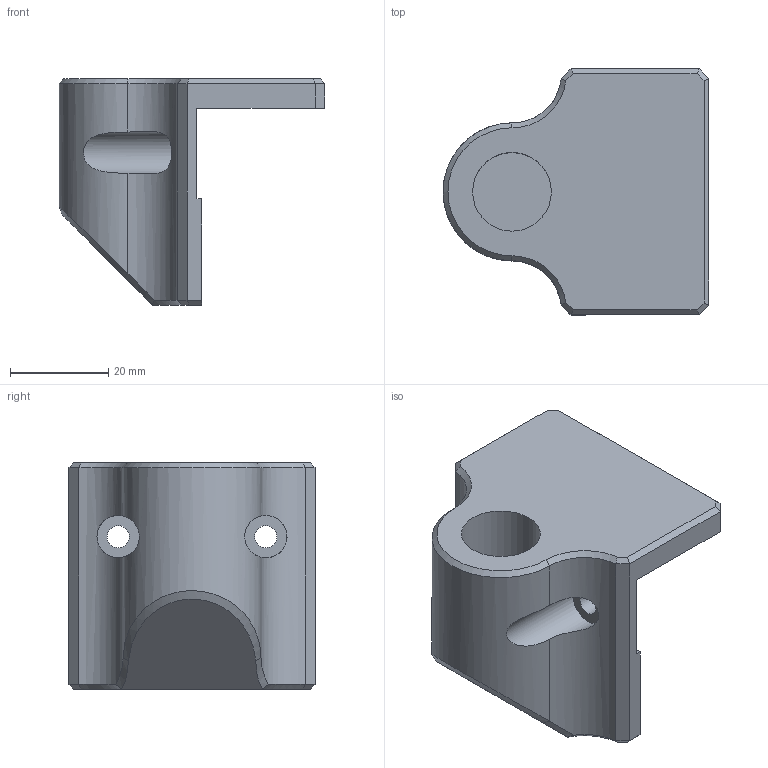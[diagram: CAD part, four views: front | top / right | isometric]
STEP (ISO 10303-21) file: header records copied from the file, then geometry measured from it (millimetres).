
FILE_DESCRIPTION(('FreeCAD Model'),'2;1');
FILE_NAME('Open CASCADE Shape Model','2024-08-23T10:15:49',(''),(''), 'Open CASCADE STEP processor 7.6','FreeCAD','Unknown');
FILE_SCHEMA(('AUTOMOTIVE_DESIGN { 1 0 10303 214 1 1 1 1 }'));
Length unit declared in the file: millimetre
Products named in the file (1): StandFoot
Bounding box: 54 x 50 x 46 mm (x, y, z)
Volume: 35895.4 mm3; surface area: 12061.7 mm2
Topology: 1 solids, 1 shells, 44 faces, 107 edges, 66 vertices
Faces by surface type: plane 28, cylinder 8, cone 5, bspline 3
Full cylindrical faces by diameter (mm): 4.5 x2, 8.6 x2, 16 x1
Entity records: 2053 total; most frequent: CARTESIAN_POINT 1021, ORIENTED_EDGE 214, DIRECTION 195, EDGE_CURVE 107, LINE 67, VECTOR 67, VERTEX_POINT 66, AXIS2_PLACEMENT_3D 64
